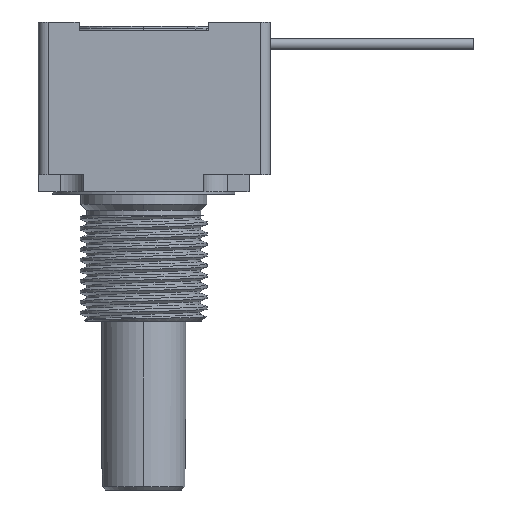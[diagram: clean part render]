
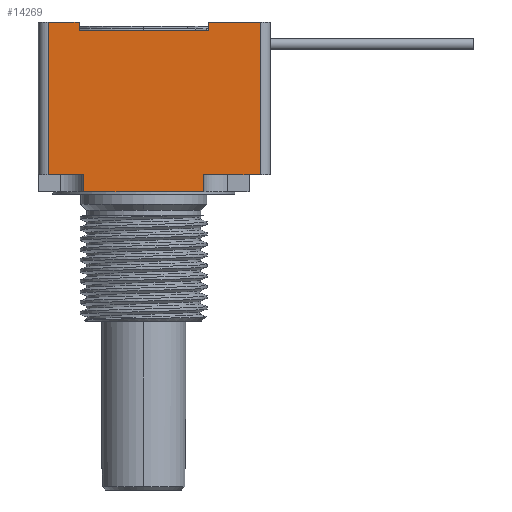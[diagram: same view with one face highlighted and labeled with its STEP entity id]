
A CAD part, left-side view. The second image highlights one B-rep face of the part: STEP entity #14269.
In plain terms, the highlighted planar face has unit normal (-1, 0, 0).
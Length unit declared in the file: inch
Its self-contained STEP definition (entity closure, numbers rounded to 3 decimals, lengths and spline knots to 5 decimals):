
#3367=DIRECTION('',(0.,-1.,0.));
#3368=VECTOR('',#3367,0.091);
#3369=CARTESIAN_POINT('',(-0.3125,0.282,0.51));
#3370=LINE('',#3369,#3368);
#3412=DIRECTION('',(0.,-1.,0.));
#3413=VECTOR('',#3412,0.154);
#3414=CARTESIAN_POINT('',(-0.3125,-0.191,0.51));
#3415=LINE('',#3414,#3413);
#3728=DIRECTION('',(0.,-1.,0.));
#3729=VECTOR('',#3728,0.382);
#3730=CARTESIAN_POINT('',(-0.3125,0.191,0.485));
#3731=LINE('',#3730,#3729);
#3732=DIRECTION('',(0.,0.,-1.));
#3733=VECTOR('',#3732,0.025);
#3734=CARTESIAN_POINT('',(-0.3125,-0.191,0.51));
#3735=LINE('',#3734,#3733);
#3736=DIRECTION('',(0.,-1.,0.));
#3737=VECTOR('',#3736,0.168);
#3738=CARTESIAN_POINT('',(-0.3125,-0.177,0.058));
#3739=LINE('',#3738,#3737);
#3740=DIRECTION('',(0.,0.,1.));
#3741=VECTOR('',#3740,0.051);
#3742=CARTESIAN_POINT('',(-0.3125,-0.177,0.007));
#3743=LINE('',#3742,#3741);
#3744=DIRECTION('',(0.,-1.,0.));
#3745=VECTOR('',#3744,0.354);
#3746=CARTESIAN_POINT('',(-0.3125,0.177,0.007));
#3747=LINE('',#3746,#3745);
#3748=DIRECTION('',(0.,0.,1.));
#3749=VECTOR('',#3748,0.051);
#3750=CARTESIAN_POINT('',(-0.3125,0.177,0.007));
#3751=LINE('',#3750,#3749);
#3752=DIRECTION('',(0.,-1.,0.));
#3753=VECTOR('',#3752,0.105);
#3754=CARTESIAN_POINT('',(-0.3125,0.282,0.058));
#3755=LINE('',#3754,#3753);
#3756=DIRECTION('',(0.,0.,-1.));
#3757=VECTOR('',#3756,0.025);
#3758=CARTESIAN_POINT('',(-0.3125,0.191,0.51));
#3759=LINE('',#3758,#3757);
#6582=DIRECTION('',(0.,0.,-1.));
#6583=VECTOR('',#6582,0.452);
#6584=CARTESIAN_POINT('',(-0.3125,-0.345,0.51));
#6585=LINE('',#6584,#6583);
#7082=DIRECTION('',(0.,0.,-1.));
#7083=VECTOR('',#7082,0.452);
#7084=CARTESIAN_POINT('',(-0.3125,0.282,0.51));
#7085=LINE('',#7084,#7083);
#7322=CARTESIAN_POINT('',(-0.3125,0.177,0.007));
#7323=CARTESIAN_POINT('',(-0.3125,-0.177,0.007));
#7324=VERTEX_POINT('',#7322);
#7325=VERTEX_POINT('',#7323);
#7354=CARTESIAN_POINT('',(-0.3125,0.177,0.058));
#7355=VERTEX_POINT('',#7354);
#7362=CARTESIAN_POINT('',(-0.3125,-0.177,0.058));
#7363=VERTEX_POINT('',#7362);
#7382=CARTESIAN_POINT('',(-0.3125,0.282,0.51));
#7383=CARTESIAN_POINT('',(-0.3125,0.282,0.058));
#7384=VERTEX_POINT('',#7382);
#7385=VERTEX_POINT('',#7383);
#7394=CARTESIAN_POINT('',(-0.3125,-0.345,0.51));
#7395=CARTESIAN_POINT('',(-0.3125,-0.345,0.058));
#7396=VERTEX_POINT('',#7394);
#7397=VERTEX_POINT('',#7395);
#7458=CARTESIAN_POINT('',(-0.3125,0.191,0.51));
#7460=VERTEX_POINT('',#7458);
#7462=CARTESIAN_POINT('',(-0.3125,-0.191,0.51));
#7464=VERTEX_POINT('',#7462);
#7478=CARTESIAN_POINT('',(-0.3125,0.191,0.485));
#7479=CARTESIAN_POINT('',(-0.3125,-0.191,0.485));
#7480=VERTEX_POINT('',#7478);
#7481=VERTEX_POINT('',#7479);
#14243=CARTESIAN_POINT('',(-0.3125,0.312,0.));
#14244=DIRECTION('',(-1.,0.,0.));
#14245=DIRECTION('',(0.,-1.,0.));
#14246=AXIS2_PLACEMENT_3D('',#14243,#14244,#14245);
#14247=PLANE('',#14246);
#14248=ORIENTED_EDGE('',*,*,#14138,.T.);
#14250=ORIENTED_EDGE('',*,*,#14249,.F.);
#14251=ORIENTED_EDGE('',*,*,#13806,.T.);
#14253=ORIENTED_EDGE('',*,*,#14252,.T.);
#14254=ORIENTED_EDGE('',*,*,#13955,.F.);
#14256=ORIENTED_EDGE('',*,*,#14255,.F.);
#14258=ORIENTED_EDGE('',*,*,#14257,.F.);
#14260=ORIENTED_EDGE('',*,*,#14259,.T.);
#14261=ORIENTED_EDGE('',*,*,#13995,.F.);
#14263=ORIENTED_EDGE('',*,*,#14262,.F.);
#14264=ORIENTED_EDGE('',*,*,#13769,.T.);
#14266=ORIENTED_EDGE('',*,*,#14265,.T.);
#14267=EDGE_LOOP('',(#14248,#14250,#14251,#14253,#14254,#14256,#14258,#14260,
#14261,#14263,#14264,#14266));
#14268=FACE_OUTER_BOUND('',#14267,.F.);
#14269=ADVANCED_FACE('',(#14268),#14247,.T.);
#13769=EDGE_CURVE('',#7384,#7460,#3370,.T.);
#13806=EDGE_CURVE('',#7464,#7396,#3415,.T.);
#13955=EDGE_CURVE('',#7363,#7397,#3739,.T.);
#13995=EDGE_CURVE('',#7385,#7355,#3755,.T.);
#14138=EDGE_CURVE('',#7480,#7481,#3731,.T.);
#14249=EDGE_CURVE('',#7464,#7481,#3735,.T.);
#14252=EDGE_CURVE('',#7396,#7397,#6585,.T.);
#14255=EDGE_CURVE('',#7325,#7363,#3743,.T.);
#14257=EDGE_CURVE('',#7324,#7325,#3747,.T.);
#14259=EDGE_CURVE('',#7324,#7355,#3751,.T.);
#14262=EDGE_CURVE('',#7384,#7385,#7085,.T.);
#14265=EDGE_CURVE('',#7460,#7480,#3759,.T.);
